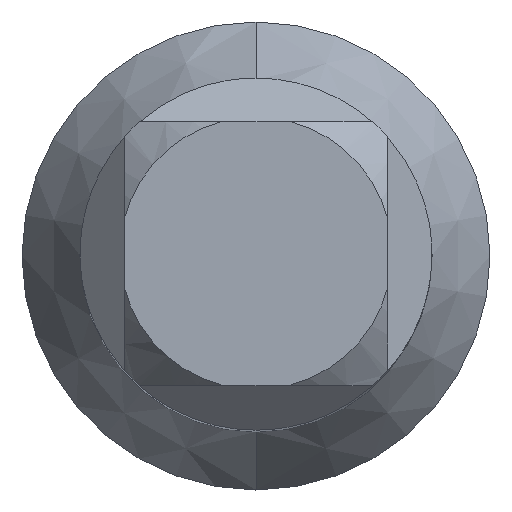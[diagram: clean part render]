
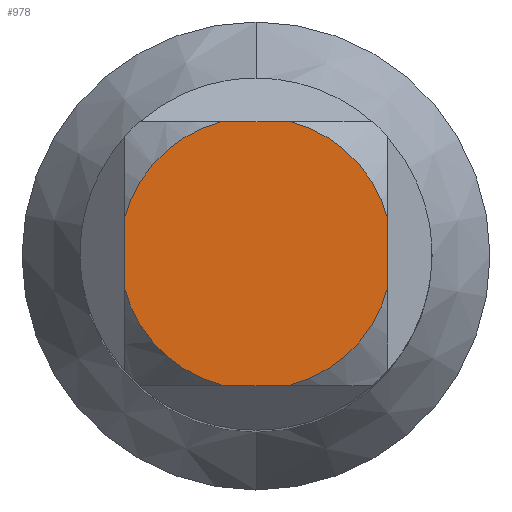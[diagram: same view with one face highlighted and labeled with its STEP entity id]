
A CAD part, top view. The second image highlights one B-rep face of the part: STEP entity #978.
In plain terms, the highlighted planar face has unit normal (0, 0, 1).
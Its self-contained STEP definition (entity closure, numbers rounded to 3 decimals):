
#14 = LINE ( 'NONE', #506, #53 ) ;
#29 = CIRCLE ( 'NONE', #1109, 3.069 ) ;
#53 = VECTOR ( 'NONE', #723, 1000. ) ;
#57 = LINE ( 'NONE', #114, #1029 ) ;
#58 = CARTESIAN_POINT ( 'NONE',  ( 0., -2.97, 18.938 ) ) ;
#62 = DIRECTION ( 'NONE',  ( 0., 1., 0. ) ) ;
#88 = EDGE_CURVE ( 'NONE', #514, #587, #29, .T. ) ;
#99 = CARTESIAN_POINT ( 'NONE',  ( 0., 2.97, 18.938 ) ) ;
#114 = CARTESIAN_POINT ( 'NONE',  ( -2.97, 0., 18.938 ) ) ;
#151 = PLANE ( 'NONE',  #178 ) ;
#160 = ORIENTED_EDGE ( 'NONE', *, *, #325, .F. ) ;
#175 = VERTEX_POINT ( 'NONE', #335 ) ;
#178 = AXIS2_PLACEMENT_3D ( 'NONE', #1177, #627, #62 ) ;
#193 = DIRECTION ( 'NONE',  ( 0., 1., 0. ) ) ;
#205 = EDGE_CURVE ( 'NONE', #175, #1166, #14, .T. ) ;
#211 = VECTOR ( 'NONE', #670, 1000. ) ;
#259 = DIRECTION ( 'NONE',  ( 0., -1., 0. ) ) ;
#284 = EDGE_LOOP ( 'NONE', ( #802, #990, #160, #602, #1205, #429, #297, #1142 ) ) ;
#297 = ORIENTED_EDGE ( 'NONE', *, *, #642, .F. ) ;
#303 = DIRECTION ( 'NONE',  ( 0., 0., -1. ) ) ;
#325 = EDGE_CURVE ( 'NONE', #533, #1166, #667, .T. ) ;
#335 = CARTESIAN_POINT ( 'NONE',  ( 2.97, -0.771, 18.938 ) ) ;
#384 = AXIS2_PLACEMENT_3D ( 'NONE', #452, #1175, #1011 ) ;
#429 = ORIENTED_EDGE ( 'NONE', *, *, #763, .T. ) ;
#452 = CARTESIAN_POINT ( 'NONE',  ( 0., 0., 18.938 ) ) ;
#472 = LINE ( 'NONE', #99, #211 ) ;
#506 = CARTESIAN_POINT ( 'NONE',  ( 2.97, 0., 18.938 ) ) ;
#514 = VERTEX_POINT ( 'NONE', #611 ) ;
#533 = VERTEX_POINT ( 'NONE', #899 ) ;
#554 = CARTESIAN_POINT ( 'NONE',  ( 0.771, -2.97, 18.938 ) ) ;
#570 = CARTESIAN_POINT ( 'NONE',  ( 0., 0., 18.938 ) ) ;
#574 = EDGE_CURVE ( 'NONE', #175, #1128, #754, .T. ) ;
#587 = VERTEX_POINT ( 'NONE', #762 ) ;
#590 = EDGE_CURVE ( 'NONE', #533, #587, #472, .T. ) ;
#592 = AXIS2_PLACEMENT_3D ( 'NONE', #970, #303, #873 ) ;
#602 = ORIENTED_EDGE ( 'NONE', *, *, #590, .T. ) ;
#611 = CARTESIAN_POINT ( 'NONE',  ( -2.97, 0.771, 18.938 ) ) ;
#627 = DIRECTION ( 'NONE',  ( 0., 0., -1. ) ) ;
#642 = EDGE_CURVE ( 'NONE', #1202, #1206, #1014, .T. ) ;
#651 = DIRECTION ( 'NONE',  ( 0., 1., 0. ) ) ;
#667 = CIRCLE ( 'NONE', #384, 3.069 ) ;
#668 = CARTESIAN_POINT ( 'NONE',  ( -2.97, -0.771, 18.938 ) ) ;
#670 = DIRECTION ( 'NONE',  ( -1., 0., 0. ) ) ;
#681 = DIRECTION ( 'NONE',  ( 0., 0., -1. ) ) ;
#720 = DIRECTION ( 'NONE',  ( 1., 0., 0. ) ) ;
#723 = DIRECTION ( 'NONE',  ( 0., 1., 0. ) ) ;
#749 = CARTESIAN_POINT ( 'NONE',  ( 2.97, 0.771, 18.938 ) ) ;
#754 = CIRCLE ( 'NONE', #814, 3.069 ) ;
#760 = CARTESIAN_POINT ( 'NONE',  ( -0.771, -2.97, 18.938 ) ) ;
#762 = CARTESIAN_POINT ( 'NONE',  ( -0.771, 2.97, 18.938 ) ) ;
#763 = EDGE_CURVE ( 'NONE', #514, #1206, #57, .T. ) ;
#767 = FACE_OUTER_BOUND ( 'NONE', #284, .T. ) ;
#802 = ORIENTED_EDGE ( 'NONE', *, *, #574, .F. ) ;
#814 = AXIS2_PLACEMENT_3D ( 'NONE', #570, #857, #193 ) ;
#857 = DIRECTION ( 'NONE',  ( 0., 0., -1. ) ) ;
#873 = DIRECTION ( 'NONE',  ( 0., 1., 0. ) ) ;
#894 = VECTOR ( 'NONE', #720, 1000. ) ;
#899 = CARTESIAN_POINT ( 'NONE',  ( 0.771, 2.97, 18.938 ) ) ;
#970 = CARTESIAN_POINT ( 'NONE',  ( 0., 0., 18.938 ) ) ;
#978 = ADVANCED_FACE ( 'NONE', ( #767 ), #151, .F. ) ;
#990 = ORIENTED_EDGE ( 'NONE', *, *, #205, .T. ) ;
#1011 = DIRECTION ( 'NONE',  ( 0., 1., 0. ) ) ;
#1014 = CIRCLE ( 'NONE', #592, 3.069 ) ;
#1015 = EDGE_CURVE ( 'NONE', #1202, #1128, #1138, .T. ) ;
#1029 = VECTOR ( 'NONE', #259, 1000. ) ;
#1109 = AXIS2_PLACEMENT_3D ( 'NONE', #1210, #681, #651 ) ;
#1128 = VERTEX_POINT ( 'NONE', #554 ) ;
#1138 = LINE ( 'NONE', #58, #894 ) ;
#1142 = ORIENTED_EDGE ( 'NONE', *, *, #1015, .T. ) ;
#1166 = VERTEX_POINT ( 'NONE', #749 ) ;
#1175 = DIRECTION ( 'NONE',  ( 0., 0., -1. ) ) ;
#1177 = CARTESIAN_POINT ( 'NONE',  ( 0., 0., 18.938 ) ) ;
#1202 = VERTEX_POINT ( 'NONE', #760 ) ;
#1205 = ORIENTED_EDGE ( 'NONE', *, *, #88, .F. ) ;
#1206 = VERTEX_POINT ( 'NONE', #668 ) ;
#1210 = CARTESIAN_POINT ( 'NONE',  ( 0., 0., 18.938 ) ) ;
